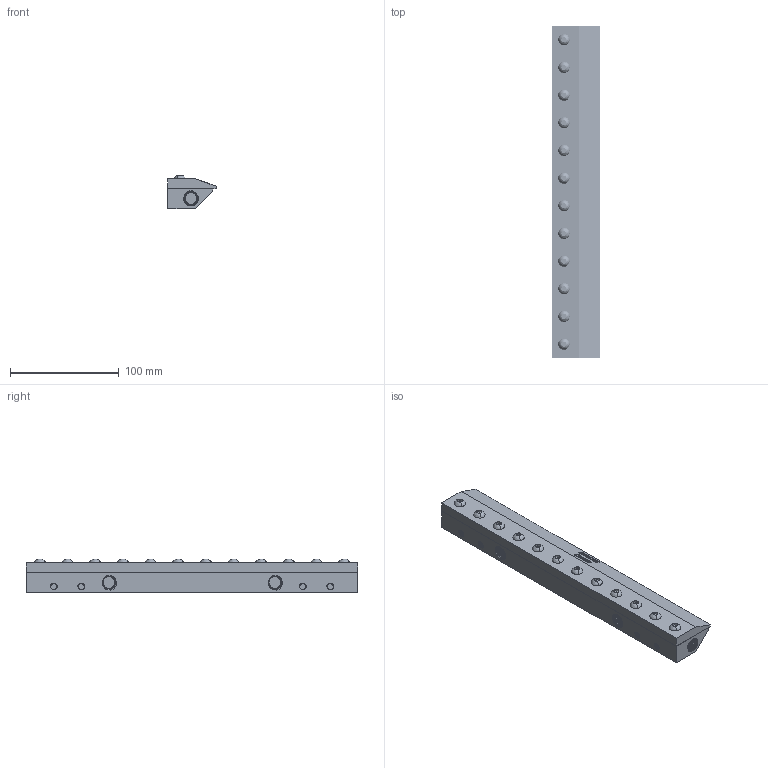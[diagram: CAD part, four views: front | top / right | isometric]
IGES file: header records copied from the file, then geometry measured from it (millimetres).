
Start section: START RECORD GO HERE.
Global section: file name: 10012XS_Mod.igs; native system: DASSAULT SYSTEMES CATIA V5 R20 - www.3ds.com; preprocessor: CATIA Version 5 Release 20 ; author: DESIGNENG; organization: DESIGNENG; date: 20150507.104907; units: millimetre
Bounding box: 44.45 x 304.8 x 30.76 mm (x, y, z)
Volume: 276446.6 mm3; surface area: 59874.8 mm2
Topology: 13 solids, 13 shells, 2273 faces, 6091 edges, 3866 vertices
Faces by surface type: bspline 1072, revolution 589, plane 351, extrusion 261
